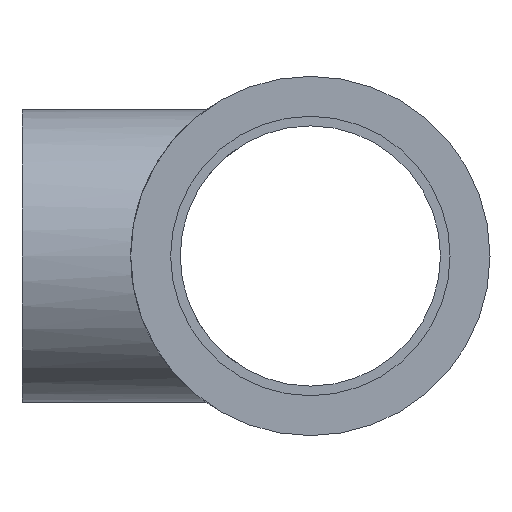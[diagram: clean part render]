
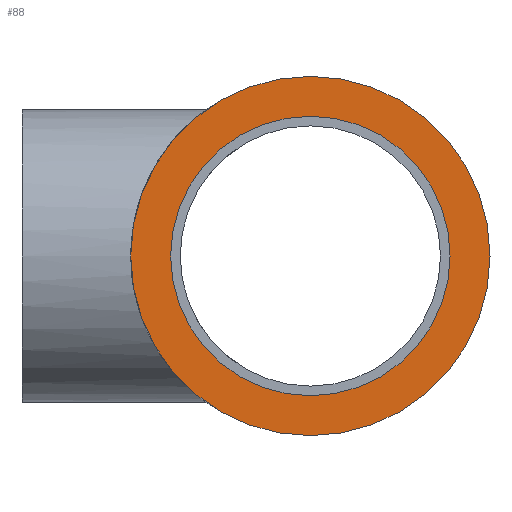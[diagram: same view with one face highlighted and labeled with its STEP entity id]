
A CAD part, left-side view. The second image highlights one B-rep face of the part: STEP entity #88.
In plain terms, the highlighted planar face has unit normal (-1, 0, 0).
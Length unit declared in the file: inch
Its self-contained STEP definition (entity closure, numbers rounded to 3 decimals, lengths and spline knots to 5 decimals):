
#22 = EDGE_LOOP ( 'NONE', ( #411 ) ) ;
#73 = AXIS2_PLACEMENT_3D ( 'NONE', #326, #426, #432 ) ;
#88 = ADVANCED_FACE ( 'NONE', ( #287, #210 ), #608, .F. ) ;
#140 = CIRCLE ( 'NONE', #73, 1.24016 ) ;
#159 = CARTESIAN_POINT ( 'NONE',  ( -3.97638, 0., 0. ) ) ;
#207 = EDGE_CURVE ( 'NONE', #360, #360, #549, .T. ) ;
#210 = FACE_BOUND ( 'NONE', #258, .T. ) ;
#216 = AXIS2_PLACEMENT_3D ( 'NONE', #391, #235, #243 ) ;
#235 = DIRECTION ( 'NONE',  ( 1., 0., 0. ) ) ;
#243 = DIRECTION ( 'NONE',  ( 0., 0., -1. ) ) ;
#258 = EDGE_LOOP ( 'NONE', ( #268 ) ) ;
#268 = ORIENTED_EDGE ( 'NONE', *, *, #322, .F. ) ;
#287 = FACE_OUTER_BOUND ( 'NONE', #22, .T. ) ;
#300 = CARTESIAN_POINT ( 'NONE',  ( -3.97638, 0., -1.59449 ) ) ;
#308 = VERTEX_POINT ( 'NONE', #502 ) ;
#322 = EDGE_CURVE ( 'NONE', #308, #308, #140, .T. ) ;
#326 = CARTESIAN_POINT ( 'NONE',  ( -3.97638, 0., 0. ) ) ;
#360 = VERTEX_POINT ( 'NONE', #300 ) ;
#391 = CARTESIAN_POINT ( 'NONE',  ( -3.97638, 0., 0. ) ) ;
#411 = ORIENTED_EDGE ( 'NONE', *, *, #207, .F. ) ;
#423 = AXIS2_PLACEMENT_3D ( 'NONE', #159, #595, #584 ) ;
#426 = DIRECTION ( 'NONE',  ( -1., 0., 0. ) ) ;
#432 = DIRECTION ( 'NONE',  ( 0., 0., -1. ) ) ;
#502 = CARTESIAN_POINT ( 'NONE',  ( -3.97638, 0., -1.24016 ) ) ;
#549 = CIRCLE ( 'NONE', #216, 1.59449 ) ;
#584 = DIRECTION ( 'NONE',  ( 0., 0., -1. ) ) ;
#595 = DIRECTION ( 'NONE',  ( 1., 0., 0. ) ) ;
#608 = PLANE ( 'NONE',  #423 ) ;
